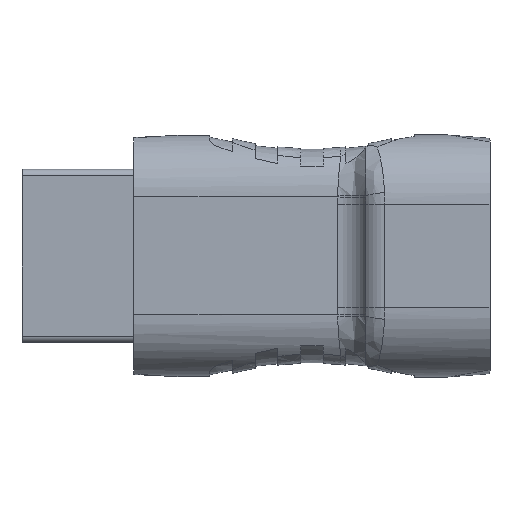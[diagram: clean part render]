
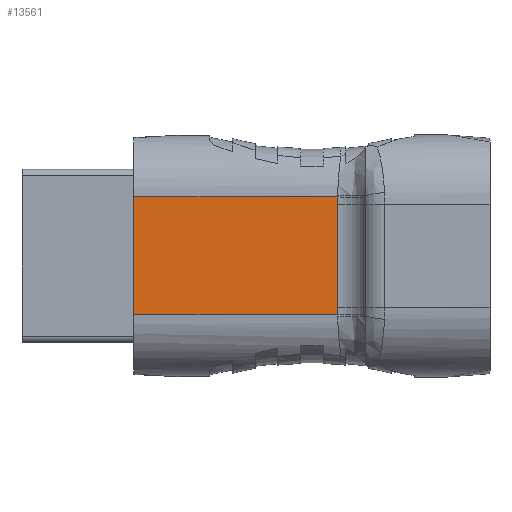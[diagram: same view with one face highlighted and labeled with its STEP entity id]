
A CAD part, top view. The second image highlights one B-rep face of the part: STEP entity #13561.
In plain terms, the highlighted planar face has unit normal (0, 0, 1).
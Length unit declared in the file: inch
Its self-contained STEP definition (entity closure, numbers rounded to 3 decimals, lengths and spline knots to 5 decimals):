
#2177 = VERTEX_POINT ( 'NONE', #12521 ) ;
#2995 = EDGE_LOOP ( 'NONE', ( #14614, #28116, #10021, #6031, #25884, #33233 ) ) ;
#3952 = CARTESIAN_POINT ( 'NONE',  ( 0.0813, 0.16339, 0.17913 ) ) ;
#4058 = VERTEX_POINT ( 'NONE', #8094 ) ;
#4660 = B_SPLINE_CURVE_WITH_KNOTS ( 'NONE', 3,
 ( #19768, #24819, #24931, #9193 ),
 .UNSPECIFIED., .F., .F.,
 ( 4, 4 ),
 ( 0., 0.0006 ),
 .UNSPECIFIED. ) ;
#5872 = LINE ( 'NONE', #7679, #19158 ) ;
#6031 = ORIENTED_EDGE ( 'NONE', *, *, #15330, .T. ) ;
#6923 = CARTESIAN_POINT ( 'NONE',  ( 0.0813, 0.17126, 0.17913 ) ) ;
#7679 = CARTESIAN_POINT ( 'NONE',  ( 0.17126, -0.18701, 0.17913 ) ) ;
#7728 = VECTOR ( 'NONE', #30510, 39.37008 ) ;
#8094 = CARTESIAN_POINT ( 'NONE',  ( 0.0816, 0.18701, 0.17913 ) ) ;
#8849 = DIRECTION ( 'NONE',  ( -1., 0., 0. ) ) ;
#9193 = CARTESIAN_POINT ( 'NONE',  ( 0.0813, -0.16339, 0.17913 ) ) ;
#9209 = VERTEX_POINT ( 'NONE', #3952 ) ;
#10021 = ORIENTED_EDGE ( 'NONE', *, *, #12160, .T. ) ;
#10346 = DIRECTION ( 'NONE',  ( 1., 0., 0. ) ) ;
#11668 = LINE ( 'NONE', #32676, #24747 ) ;
#12160 = EDGE_CURVE ( 'NONE', #12321, #9209, #11668, .T. ) ;
#12286 = CARTESIAN_POINT ( 'NONE',  ( 0.0816, 0.18701, 0.17913 ) ) ;
#12321 = VERTEX_POINT ( 'NONE', #33454 ) ;
#12392 = DIRECTION ( 'NONE',  ( -1., 0., 0. ) ) ;
#12403 = CARTESIAN_POINT ( 'NONE',  ( -0.56496, 0.38386, 0.17913 ) ) ;
#12521 = CARTESIAN_POINT ( 'NONE',  ( -0.56496, 0.18701, 0.17913 ) ) ;
#12564 = B_SPLINE_CURVE_WITH_KNOTS ( 'NONE', 3,
 ( #25289, #6923, #27847, #12286 ),
 .UNSPECIFIED., .F., .F.,
 ( 4, 4 ),
 ( 0., 0.0006 ),
 .UNSPECIFIED. ) ;
#13561 = ADVANCED_FACE ( 'NONE', ( #16936 ), #25391, .F. ) ;
#14287 = EDGE_CURVE ( 'NONE', #25675, #22139, #5872, .T. ) ;
#14614 = ORIENTED_EDGE ( 'NONE', *, *, #14287, .T. ) ;
#14824 = LINE ( 'NONE', #12403, #7728 ) ;
#15330 = EDGE_CURVE ( 'NONE', #9209, #4058, #12564, .T. ) ;
#16936 = FACE_OUTER_BOUND ( 'NONE', #2995, .T. ) ;
#16996 = EDGE_CURVE ( 'NONE', #2177, #25675, #14824, .T. ) ;
#17005 = AXIS2_PLACEMENT_3D ( 'NONE', #22795, #27950, #12392 ) ;
#17447 = EDGE_CURVE ( 'NONE', #22139, #12321, #4660, .T. ) ;
#19158 = VECTOR ( 'NONE', #10346, 39.37008 ) ;
#19768 = CARTESIAN_POINT ( 'NONE',  ( 0.0816, -0.18701, 0.17913 ) ) ;
#19932 = DIRECTION ( 'NONE',  ( 0., 1., 0. ) ) ;
#20386 = EDGE_CURVE ( 'NONE', #4058, #2177, #29019, .T. ) ;
#22006 = CARTESIAN_POINT ( 'NONE',  ( -0.56496, 0.18701, 0.17913 ) ) ;
#22139 = VERTEX_POINT ( 'NONE', #23855 ) ;
#22216 = VECTOR ( 'NONE', #8849, 39.37008 ) ;
#22795 = CARTESIAN_POINT ( 'NONE',  ( -0.56496, 0.38386, 0.17913 ) ) ;
#23855 = CARTESIAN_POINT ( 'NONE',  ( 0.0816, -0.18701, 0.17913 ) ) ;
#24010 = CARTESIAN_POINT ( 'NONE',  ( -0.56496, -0.18701, 0.17913 ) ) ;
#24747 = VECTOR ( 'NONE', #19932, 39.37008 ) ;
#24819 = CARTESIAN_POINT ( 'NONE',  ( 0.0814, -0.17914, 0.17913 ) ) ;
#24931 = CARTESIAN_POINT ( 'NONE',  ( 0.0813, -0.17126, 0.17913 ) ) ;
#25289 = CARTESIAN_POINT ( 'NONE',  ( 0.0813, 0.16339, 0.17913 ) ) ;
#25391 = PLANE ( 'NONE',  #17005 ) ;
#25675 = VERTEX_POINT ( 'NONE', #24010 ) ;
#25884 = ORIENTED_EDGE ( 'NONE', *, *, #20386, .T. ) ;
#27847 = CARTESIAN_POINT ( 'NONE',  ( 0.0814, 0.17914, 0.17913 ) ) ;
#27950 = DIRECTION ( 'NONE',  ( 0., 0., -1. ) ) ;
#28116 = ORIENTED_EDGE ( 'NONE', *, *, #17447, .T. ) ;
#29019 = LINE ( 'NONE', #22006, #22216 ) ;
#30510 = DIRECTION ( 'NONE',  ( 0., -1., 0. ) ) ;
#32676 = CARTESIAN_POINT ( 'NONE',  ( 0.0813, 0.38386, 0.17913 ) ) ;
#33233 = ORIENTED_EDGE ( 'NONE', *, *, #16996, .T. ) ;
#33454 = CARTESIAN_POINT ( 'NONE',  ( 0.0813, -0.16339, 0.17913 ) ) ;
